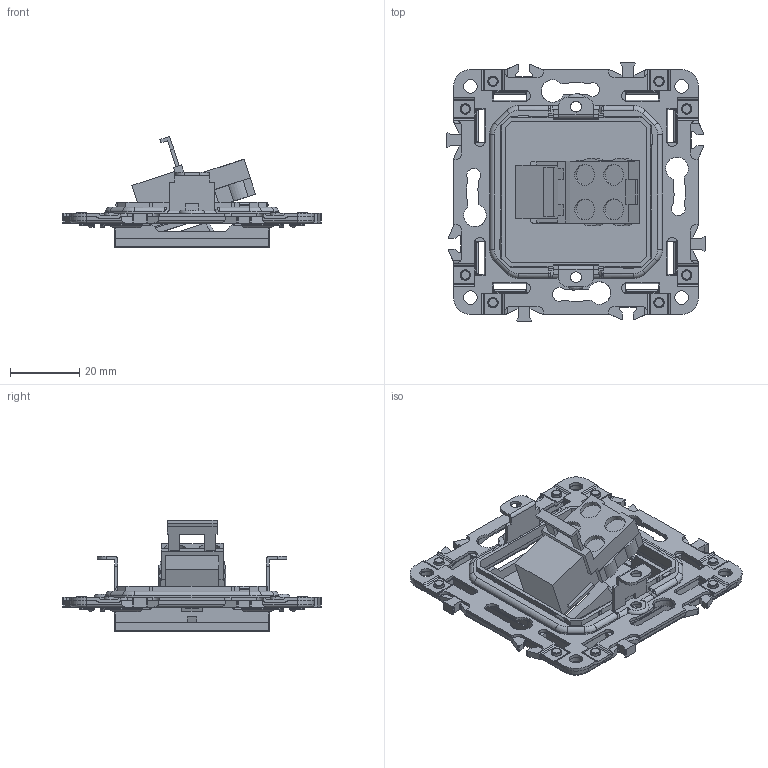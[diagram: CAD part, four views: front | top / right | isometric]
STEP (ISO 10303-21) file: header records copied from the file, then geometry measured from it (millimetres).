
FILE_DESCRIPTION (( 'STEP AP203' ), '1' );
FILE_NAME ('SKANDY Ðîç. êîìï._òåëåôîííàÿ RJ45_RJ11.STEP', '2025-02-12T11:59:07', ( '' ), ( '' ), 'SwSTEP 2.0', 'SolidWorks 2022', '' );
FILE_SCHEMA (( 'CONFIG_CONTROL_DESIGN' ));
Products named in the file (1): SKANDY Роз. комп._телефонная RJ45_RJ11
Bounding box: 74.7 x 74.7 x 32.11 mm (x, y, z)
Volume: 18664.9 mm3; surface area: 26030.3 mm2
Topology: 5 solids, 5 shells, 1779 faces, 5028 edges, 3232 vertices
Faces by surface type: plane 1002, cylinder 599, bspline 66, torus 60, cone 48, sphere 4
Entity records: 59267 total; most frequent: CARTESIAN_POINT 13602, ORIENTED_EDGE 10028, DIRECTION 9096, EDGE_CURVE 5014, LINE 3404, VECTOR 3404, VERTEX_POINT 3230, AXIS2_PLACEMENT_3D 2846
